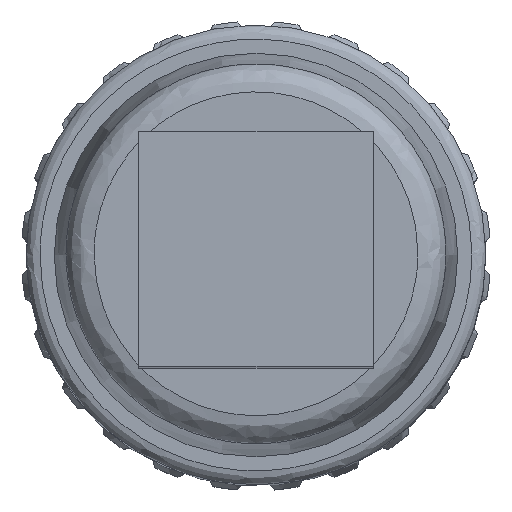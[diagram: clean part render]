
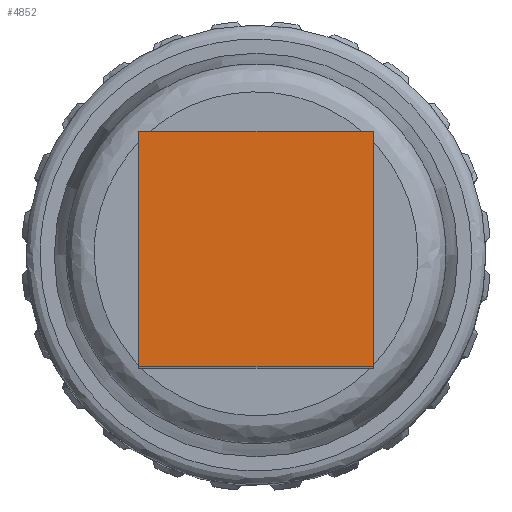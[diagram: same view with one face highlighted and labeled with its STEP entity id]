
A CAD part, top view. The second image highlights one B-rep face of the part: STEP entity #4852.
In plain terms, the highlighted planar face has unit normal (0, 0, 1).
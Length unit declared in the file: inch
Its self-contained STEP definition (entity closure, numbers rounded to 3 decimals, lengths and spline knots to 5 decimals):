
#135 = PLANE ( 'NONE',  #13073 ) ;
#222 = DIRECTION ( 'NONE',  ( 0., 1., 0. ) ) ;
#658 = DIRECTION ( 'NONE',  ( 0., -1., 0. ) ) ;
#667 = CARTESIAN_POINT ( 'NONE',  ( 0.09845, 0.09845, 0.00005 ) ) ;
#1436 = DIRECTION ( 'NONE',  ( 0., -1., 0. ) ) ;
#1901 = EDGE_CURVE ( 'NONE', #8340, #5761, #8991, .T. ) ;
#2260 = CARTESIAN_POINT ( 'NONE',  ( 0.09845, 0.09845, 0.00005 ) ) ;
#2583 = CARTESIAN_POINT ( 'NONE',  ( 0.09845, 0.09845, 0.00005 ) ) ;
#3199 = DIRECTION ( 'NONE',  ( -1., 0., 0. ) ) ;
#4566 = LINE ( 'NONE', #667, #7183 ) ;
#4852 = ADVANCED_FACE ( 'NONE', ( #13482 ), #135, .F. ) ;
#4897 = LINE ( 'NONE', #8617, #10195 ) ;
#4963 = DIRECTION ( 'NONE',  ( -1., 0., 0. ) ) ;
#5143 = VERTEX_POINT ( 'NONE', #6612 ) ;
#5224 = ORIENTED_EDGE ( 'NONE', *, *, #10114, .F. ) ;
#5761 = VERTEX_POINT ( 'NONE', #7786 ) ;
#6557 = LINE ( 'NONE', #7400, #13719 ) ;
#6612 = CARTESIAN_POINT ( 'NONE',  ( 0.09845, -0.09845, 0.00005 ) ) ;
#7150 = CARTESIAN_POINT ( 'NONE',  ( -0.09845, 0.09845, 0.00005 ) ) ;
#7183 = VECTOR ( 'NONE', #4963, 39.37008 ) ;
#7400 = CARTESIAN_POINT ( 'NONE',  ( 0.09845, -0.09845, 0.00005 ) ) ;
#7567 = ORIENTED_EDGE ( 'NONE', *, *, #8505, .F. ) ;
#7786 = CARTESIAN_POINT ( 'NONE',  ( -0.09845, -0.09845, 0.00005 ) ) ;
#8340 = VERTEX_POINT ( 'NONE', #7150 ) ;
#8505 = EDGE_CURVE ( 'NONE', #12739, #5143, #4897, .T. ) ;
#8617 = CARTESIAN_POINT ( 'NONE',  ( 0.09845, 0.09845, 0.00005 ) ) ;
#8666 = EDGE_CURVE ( 'NONE', #12739, #8340, #4566, .T. ) ;
#8991 = LINE ( 'NONE', #11258, #9309 ) ;
#9309 = VECTOR ( 'NONE', #658, 39.37008 ) ;
#10114 = EDGE_CURVE ( 'NONE', #5143, #5761, #6557, .T. ) ;
#10195 = VECTOR ( 'NONE', #1436, 39.37008 ) ;
#11258 = CARTESIAN_POINT ( 'NONE',  ( -0.09845, 0.09845, 0.00005 ) ) ;
#11792 = DIRECTION ( 'NONE',  ( 0., 0., -1. ) ) ;
#12146 = ORIENTED_EDGE ( 'NONE', *, *, #8666, .T. ) ;
#12333 = ORIENTED_EDGE ( 'NONE', *, *, #1901, .T. ) ;
#12739 = VERTEX_POINT ( 'NONE', #2583 ) ;
#13016 = EDGE_LOOP ( 'NONE', ( #12333, #5224, #7567, #12146 ) ) ;
#13073 = AXIS2_PLACEMENT_3D ( 'NONE', #2260, #11792, #222 ) ;
#13482 = FACE_OUTER_BOUND ( 'NONE', #13016, .T. ) ;
#13719 = VECTOR ( 'NONE', #3199, 39.37008 ) ;
